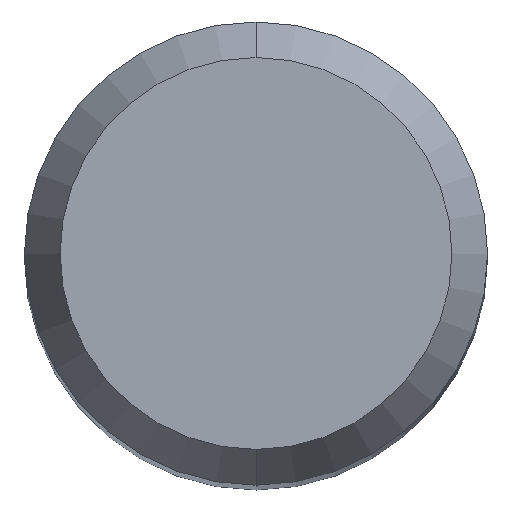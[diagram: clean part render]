
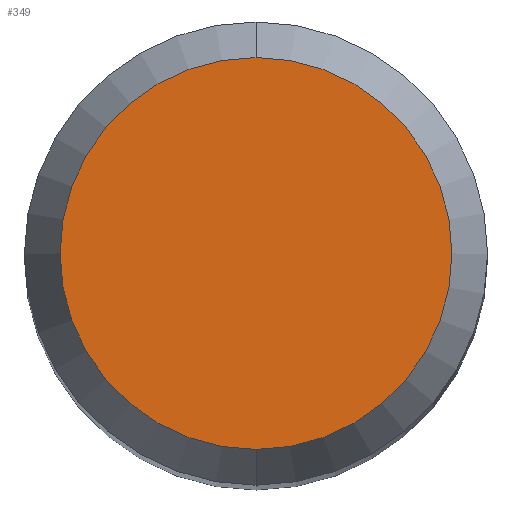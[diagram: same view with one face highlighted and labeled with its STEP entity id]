
A CAD part, top view. The second image highlights one B-rep face of the part: STEP entity #349.
In plain terms, the highlighted planar face has unit normal (0, 0, 1).
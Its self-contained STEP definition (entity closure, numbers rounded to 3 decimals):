
#225=EDGE_CURVE('',#345,#271,#545,.T.);
#271=VERTEX_POINT('',#598);
#345=VERTEX_POINT('',#683);
#349=ADVANCED_FACE('',(#687),#688,.T.);
#407=EDGE_CURVE('',#271,#345,#752,.T.);
#545=CIRCLE('',#936,2.538);
#598=CARTESIAN_POINT('',(0.,-2.538,0.0));
#683=CARTESIAN_POINT('',(0.0,2.538,0.0));
#687=FACE_OUTER_BOUND('',#1220,.T.);
#688=PLANE('',#1221);
#752=CIRCLE('',#1322,2.538);
#936=AXIS2_PLACEMENT_3D('',#1533,#1534,#1535);
#1220=EDGE_LOOP('',(#1714,#1715));
#1221=AXIS2_PLACEMENT_3D('',#1716,#1717,#1718);
#1322=AXIS2_PLACEMENT_3D('',#1786,#1787,#1788);
#1533=CARTESIAN_POINT('',(0.0,0.0,0.0));
#1534=DIRECTION('',(0.0,0.0,-1.0));
#1535=DIRECTION('',(0.0,1.0,0.0));
#1714=ORIENTED_EDGE('',*,*,#225,.F.);
#1715=ORIENTED_EDGE('',*,*,#407,.F.);
#1716=CARTESIAN_POINT('',(0.0,1.269,0.0));
#1717=DIRECTION('',(-0.0,0.0,1.0));
#1718=DIRECTION('',(0.0,-1.0,0.0));
#1786=CARTESIAN_POINT('',(0.0,0.0,0.0));
#1787=DIRECTION('',(0.0,0.0,-1.0));
#1788=DIRECTION('',(0.0,1.0,0.0));
